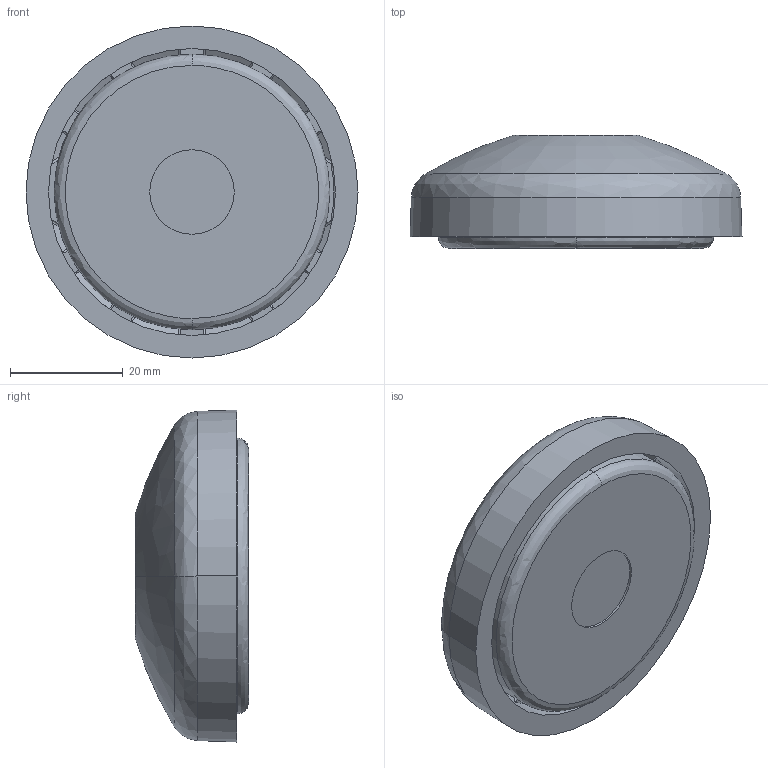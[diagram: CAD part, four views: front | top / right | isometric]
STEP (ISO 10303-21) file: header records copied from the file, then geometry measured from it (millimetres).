
FILE_DESCRIPTION (( 'STEP AP214' ), '1' );
FILE_NAME ('098a060zsg.STEP', '2014-09-09T08:15:42', ( '' ), ( '' ), 'SwSTEP 2.0', 'SolidWorks 2014', '' );
FILE_SCHEMA (( 'AUTOMOTIVE_DESIGN' ));
Length unit declared in the file: inch
Products named in the file (1): 098a060zsg
Bounding box: 59 x 20.1 x 59 mm (x, y, z)
Volume: 34085.7 mm3; surface area: 15524.3 mm2
Topology: 2 solids, 2 shells, 186 faces, 437 edges, 259 vertices
Faces by surface type: bspline 77, cylinder 58, plane 29, cone 22
Entity records: 10545 total; most frequent: CARTESIAN_POINT 4238, ORIENTED_EDGE 874, DIRECTION 730, EDGE_CURVE 437, AXIS2_PLACEMENT_3D 317, VERTEX_POINT 260, CIRCLE 207, EDGE_LOOP 193
